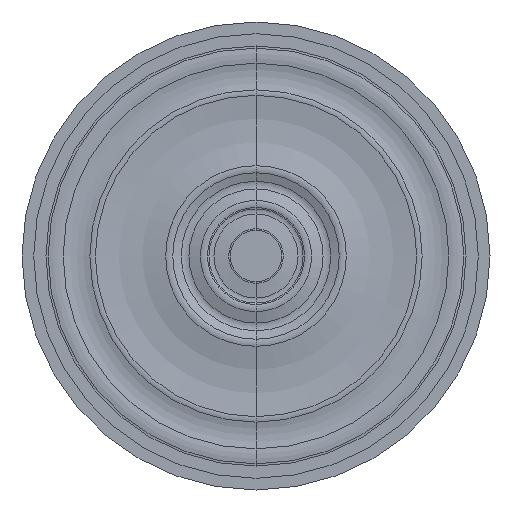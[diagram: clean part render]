
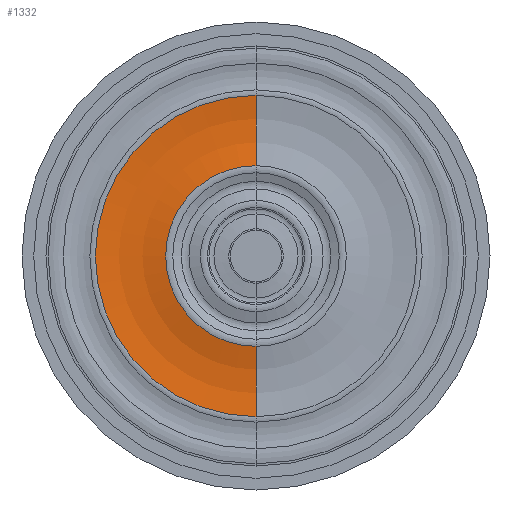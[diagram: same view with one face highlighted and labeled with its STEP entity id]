
A CAD part, front view. The second image highlights one B-rep face of the part: STEP entity #1332.
In plain terms, the highlighted toroidal (fillet/blend) face has major radius 5.649 mm and minor radius 6.975 mm.
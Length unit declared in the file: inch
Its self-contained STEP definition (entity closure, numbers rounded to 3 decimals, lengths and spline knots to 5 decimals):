
#547 = ORIENTED_EDGE ( 'NONE', *, *, #820, .T. ) ;
#809 = DIRECTION ( 'NONE',  ( 0., 0., -1. ) ) ;
#820 = EDGE_CURVE ( 'NONE', #3956, #2534, #1884, .T. ) ;
#1068 = DIRECTION ( 'NONE',  ( 0., -1., 0. ) ) ;
#1088 = CARTESIAN_POINT ( 'NONE',  ( 0., 0.00167, 0. ) ) ;
#1089 = CARTESIAN_POINT ( 'NONE',  ( 0., 0.00662, 0.27033 ) ) ;
#1119 = VERTEX_POINT ( 'NONE', #2949 ) ;
#1268 = EDGE_CURVE ( 'NONE', #3689, #3956, #2193, .T. ) ;
#1332 = ADVANCED_FACE ( 'NONE', ( #2190 ), #2471, .F. ) ;
#1433 = DIRECTION ( 'NONE',  ( 0., 0., 1. ) ) ;
#1454 = CARTESIAN_POINT ( 'NONE',  ( 0., -0.26377, -0.22241 ) ) ;
#1546 = DIRECTION ( 'NONE',  ( 1., 0., 0. ) ) ;
#1704 = CARTESIAN_POINT ( 'NONE',  ( 0., 0.00167, 0.15204 ) ) ;
#1707 = CIRCLE ( 'NONE', #2511, 0.27461 ) ;
#1822 = DIRECTION ( 'NONE',  ( -1., 0., 0. ) ) ;
#1833 = CARTESIAN_POINT ( 'NONE',  ( 0., 0.00662, 0. ) ) ;
#1871 = DIRECTION ( 'NONE',  ( 0., -1., 0. ) ) ;
#1884 = CIRCLE ( 'NONE', #3826, 0.27033 ) ;
#1999 = CARTESIAN_POINT ( 'NONE',  ( 0., 0.00662, -0.27033 ) ) ;
#2057 = ORIENTED_EDGE ( 'NONE', *, *, #1268, .T. ) ;
#2190 = FACE_OUTER_BOUND ( 'NONE', #2213, .T. ) ;
#2193 = CIRCLE ( 'NONE', #3192, 0.27461 ) ;
#2213 = EDGE_LOOP ( 'NONE', ( #3845, #2057, #547, #4011 ) ) ;
#2256 = AXIS2_PLACEMENT_3D ( 'NONE', #3767, #3484, #809 ) ;
#2471 = TOROIDAL_SURFACE ( 'NONE', #2256, 0.22241, 0.27461 ) ;
#2511 = AXIS2_PLACEMENT_3D ( 'NONE', #1454, #1822, #1433 ) ;
#2534 = VERTEX_POINT ( 'NONE', #1999 ) ;
#2861 = EDGE_CURVE ( 'NONE', #1119, #2534, #1707, .T. ) ;
#2862 = DIRECTION ( 'NONE',  ( 0., 0., -1. ) ) ;
#2949 = CARTESIAN_POINT ( 'NONE',  ( 0., 0.00167, -0.15204 ) ) ;
#3096 = CIRCLE ( 'NONE', #3708, 0.15204 ) ;
#3121 = CARTESIAN_POINT ( 'NONE',  ( 0., -0.26377, 0.22241 ) ) ;
#3192 = AXIS2_PLACEMENT_3D ( 'NONE', #3121, #1546, #2862 ) ;
#3220 = DIRECTION ( 'NONE',  ( 0., 0., -1. ) ) ;
#3302 = EDGE_CURVE ( 'NONE', #3689, #1119, #3096, .T. ) ;
#3484 = DIRECTION ( 'NONE',  ( 0., -1., 0. ) ) ;
#3689 = VERTEX_POINT ( 'NONE', #1704 ) ;
#3708 = AXIS2_PLACEMENT_3D ( 'NONE', #1088, #1068, #3723 ) ;
#3723 = DIRECTION ( 'NONE',  ( 0., 0., -1. ) ) ;
#3767 = CARTESIAN_POINT ( 'NONE',  ( 0., -0.26377, 0. ) ) ;
#3826 = AXIS2_PLACEMENT_3D ( 'NONE', #1833, #1871, #3220 ) ;
#3845 = ORIENTED_EDGE ( 'NONE', *, *, #3302, .F. ) ;
#3956 = VERTEX_POINT ( 'NONE', #1089 ) ;
#4011 = ORIENTED_EDGE ( 'NONE', *, *, #2861, .F. ) ;
